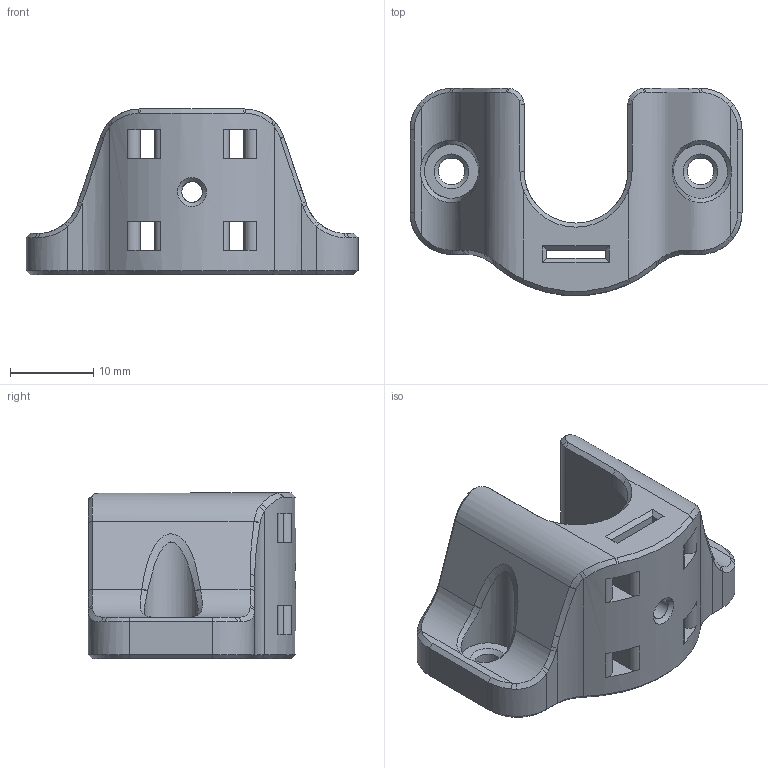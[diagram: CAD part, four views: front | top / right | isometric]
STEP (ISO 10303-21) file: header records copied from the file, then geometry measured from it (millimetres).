
FILE_DESCRIPTION(/* description */ (''),/* implementation_level */ '2;1');
FILE_NAME(/* name */ 'Tool-Changer Cable Frame Anchor.step',/* time_stamp */ '2019-07-31T12:55:07+01:00',/* author */ (''),/* organization */ (''),/* preprocessor_version */ 'ST-DEVELOPER v18',/* originating_system */ 'Autodesk Translation Framework v8.2.0.1029',/* authorisation */ '');
FILE_SCHEMA (('AUTOMOTIVE_DESIGN { 1 0 10303 214 3 1 1 }'));
Length unit declared in the file: millimetre
Products named in the file (2): Tool-Changer Cable Frame Anchor; X-Carriage Cables
Assembly tree (1 placements, depth 2):
  Tool-Changer Cable Frame Anchor
    X-Carriage Cables
Bounding box: 40 x 25 x 20 mm (x, y, z)
Volume: 8285.8 mm3; surface area: 4320.8 mm2
Topology: 1 solids, 1 shells, 162 faces, 420 edges, 256 vertices
Faces by surface type: plane 54, bspline 46, cylinder 34, cone 28
Full cylindrical faces by diameter (mm): 2.5 x2, 3.2 x2, 6.5 x2
Entity records: 6345 total; most frequent: CARTESIAN_POINT 2570, ORIENTED_EDGE 840, DIRECTION 660, EDGE_CURVE 420, VERTEX_POINT 256, LINE 224, VECTOR 224, AXIS2_PLACEMENT_3D 218
